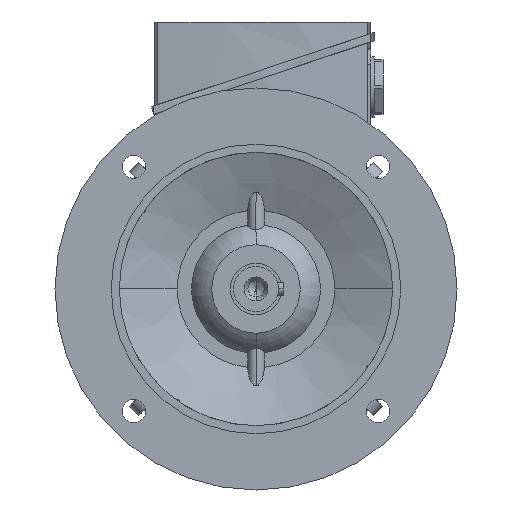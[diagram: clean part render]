
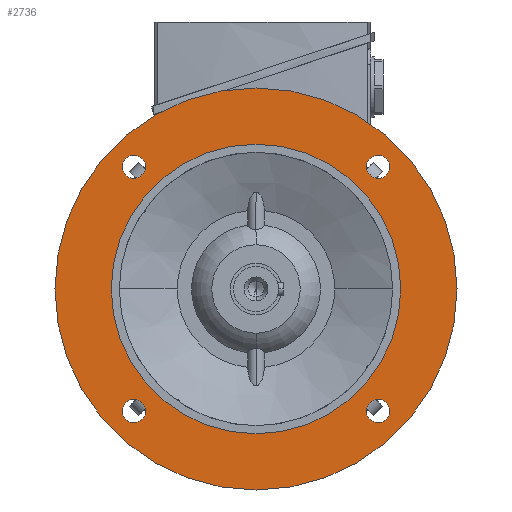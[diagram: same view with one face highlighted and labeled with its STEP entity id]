
A CAD part, left-side view. The second image highlights one B-rep face of the part: STEP entity #2736.
In plain terms, the highlighted planar face has unit normal (-1, 0, 0).
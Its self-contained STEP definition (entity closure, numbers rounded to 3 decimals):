
#2736=ADVANCED_FACE('',(#5698,#5699,#5700,#5701,#5702,#5703),#5704,.T.);
#5698=FACE_BOUND('',#8865,.T.);
#5699=FACE_BOUND('',#8866,.T.);
#5700=FACE_BOUND('',#8867,.T.);
#5701=FACE_BOUND('',#8868,.T.);
#5702=FACE_OUTER_BOUND('',#8869,.T.);
#5703=FACE_BOUND('',#8870,.T.);
#5704=PLANE('',#8871);
#8865=EDGE_LOOP('',(#17244,#17245));
#8866=EDGE_LOOP('',(#17246,#17247));
#8867=EDGE_LOOP('',(#17248,#17249));
#8868=EDGE_LOOP('',(#17250,#17251));
#8869=EDGE_LOOP('',(#17252,#17253));
#8870=EDGE_LOOP('',(#17254,#17255));
#8871=AXIS2_PLACEMENT_3D('',#17256,#17257,#17258);
#17244=ORIENTED_EDGE('',*,*,#22600,.T.);
#17245=ORIENTED_EDGE('',*,*,#19409,.T.);
#17246=ORIENTED_EDGE('',*,*,#22601,.T.);
#17247=ORIENTED_EDGE('',*,*,#19414,.T.);
#17248=ORIENTED_EDGE('',*,*,#22602,.T.);
#17249=ORIENTED_EDGE('',*,*,#19419,.T.);
#17250=ORIENTED_EDGE('',*,*,#22603,.T.);
#17251=ORIENTED_EDGE('',*,*,#19424,.T.);
#17252=ORIENTED_EDGE('',*,*,#19434,.F.);
#17253=ORIENTED_EDGE('',*,*,#22604,.F.);
#17254=ORIENTED_EDGE('',*,*,#19511,.T.);
#17255=ORIENTED_EDGE('',*,*,#21705,.T.);
#17256=CARTESIAN_POINT('',(-40.5,107.5,0.0));
#17257=DIRECTION('',(-1.0,0.0,0.0));
#17258=DIRECTION('',(0.0,-1.0,0.0));
#19409=EDGE_CURVE('',#23393,#23390,#23394,.T.);
#19414=EDGE_CURVE('',#23402,#23399,#23403,.T.);
#19419=EDGE_CURVE('',#23411,#23408,#23412,.T.);
#19424=EDGE_CURVE('',#23420,#23417,#23421,.T.);
#19434=EDGE_CURVE('',#23435,#23438,#23439,.T.);
#19511=EDGE_CURVE('',#23574,#23578,#23580,.T.);
#21705=EDGE_CURVE('',#23578,#23574,#26907,.T.);
#22600=EDGE_CURVE('',#23390,#23393,#28191,.T.);
#22601=EDGE_CURVE('',#23399,#23402,#28192,.T.);
#22602=EDGE_CURVE('',#23408,#23411,#28193,.T.);
#22603=EDGE_CURVE('',#23417,#23420,#28194,.T.);
#22604=EDGE_CURVE('',#23438,#23435,#28195,.T.);
#23390=VERTEX_POINT('',#29250);
#23393=VERTEX_POINT('',#29254);
#23394=CIRCLE('',#29255,7.25);
#23399=VERTEX_POINT('',#29261);
#23402=VERTEX_POINT('',#29265);
#23403=CIRCLE('',#29266,7.25);
#23408=VERTEX_POINT('',#29272);
#23411=VERTEX_POINT('',#29276);
#23412=CIRCLE('',#29277,7.25);
#23417=VERTEX_POINT('',#29283);
#23420=VERTEX_POINT('',#29287);
#23421=CIRCLE('',#29288,7.25);
#23435=VERTEX_POINT('',#29312);
#23438=VERTEX_POINT('',#29316);
#23439=CIRCLE('',#29317,125.0);
#23574=VERTEX_POINT('',#29737);
#23578=VERTEX_POINT('',#29742);
#23580=CIRCLE('',#29745,90.0);
#26907=CIRCLE('',#36992,90.0);
#28191=CIRCLE('',#40414,7.25);
#28192=CIRCLE('',#40415,7.25);
#28193=CIRCLE('',#40416,7.25);
#28194=CIRCLE('',#40417,7.25);
#28195=CIRCLE('',#40418,125.0);
#29250=CARTESIAN_POINT('',(-40.5,-81.141,-81.141));
#29254=CARTESIAN_POINT('',(-40.5,-70.887,-70.887));
#29255=AXIS2_PLACEMENT_3D('',#42294,#42295,#42296);
#29261=CARTESIAN_POINT('',(-40.5,81.141,-81.141));
#29265=CARTESIAN_POINT('',(-40.5,70.887,-70.887));
#29266=AXIS2_PLACEMENT_3D('',#42302,#42303,#42304);
#29272=CARTESIAN_POINT('',(-40.5,81.141,81.141));
#29276=CARTESIAN_POINT('',(-40.5,70.887,70.887));
#29277=AXIS2_PLACEMENT_3D('',#42310,#42311,#42312);
#29283=CARTESIAN_POINT('',(-40.5,-81.141,81.141));
#29287=CARTESIAN_POINT('',(-40.5,-70.887,70.887));
#29288=AXIS2_PLACEMENT_3D('',#42318,#42319,#42320);
#29312=CARTESIAN_POINT('',(-40.5,125.0,0.0));
#29316=CARTESIAN_POINT('',(-40.5,-125.0,0.));
#29317=AXIS2_PLACEMENT_3D('',#42335,#42336,#42337);
#29737=CARTESIAN_POINT('',(-40.5,90.0,0.0));
#29742=CARTESIAN_POINT('',(-40.5,-90.0,0.));
#29745=AXIS2_PLACEMENT_3D('',#42446,#42447,#42448);
#36992=AXIS2_PLACEMENT_3D('',#44721,#44722,#44723);
#40414=AXIS2_PLACEMENT_3D('',#45536,#45537,#45538);
#40415=AXIS2_PLACEMENT_3D('',#45539,#45540,#45541);
#40416=AXIS2_PLACEMENT_3D('',#45542,#45543,#45544);
#40417=AXIS2_PLACEMENT_3D('',#45545,#45546,#45547);
#40418=AXIS2_PLACEMENT_3D('',#45548,#45549,#45550);
#42294=CARTESIAN_POINT('',(-40.5,-76.014,-76.014));
#42295=DIRECTION('',(1.0,0.0,0.0));
#42296=DIRECTION('',(0.0,-0.707,-0.707));
#42302=CARTESIAN_POINT('',(-40.5,76.014,-76.014));
#42303=DIRECTION('',(1.0,-0.0,0.0));
#42304=DIRECTION('',(0.0,0.707,-0.707));
#42310=CARTESIAN_POINT('',(-40.5,76.014,76.014));
#42311=DIRECTION('',(1.0,0.0,-0.0));
#42312=DIRECTION('',(0.0,0.707,0.707));
#42318=CARTESIAN_POINT('',(-40.5,-76.014,76.014));
#42319=DIRECTION('',(1.0,0.0,-0.0));
#42320=DIRECTION('',(0.0,-0.707,0.707));
#42335=CARTESIAN_POINT('',(-40.5,0.0,0.0));
#42336=DIRECTION('',(1.0,0.0,0.0));
#42337=DIRECTION('',(0.0,1.0,0.0));
#42446=CARTESIAN_POINT('',(-40.5,0.0,0.0));
#42447=DIRECTION('',(1.0,0.0,0.0));
#42448=DIRECTION('',(0.0,1.0,0.0));
#44721=CARTESIAN_POINT('',(-40.5,0.0,0.0));
#44722=DIRECTION('',(1.0,0.0,0.0));
#44723=DIRECTION('',(0.0,1.0,0.0));
#45536=CARTESIAN_POINT('',(-40.5,-76.014,-76.014));
#45537=DIRECTION('',(1.0,0.0,0.0));
#45538=DIRECTION('',(0.0,-0.707,-0.707));
#45539=CARTESIAN_POINT('',(-40.5,76.014,-76.014));
#45540=DIRECTION('',(1.0,-0.0,0.0));
#45541=DIRECTION('',(0.0,0.707,-0.707));
#45542=CARTESIAN_POINT('',(-40.5,76.014,76.014));
#45543=DIRECTION('',(1.0,0.0,-0.0));
#45544=DIRECTION('',(0.0,0.707,0.707));
#45545=CARTESIAN_POINT('',(-40.5,-76.014,76.014));
#45546=DIRECTION('',(1.0,0.0,-0.0));
#45547=DIRECTION('',(0.0,-0.707,0.707));
#45548=CARTESIAN_POINT('',(-40.5,0.0,0.0));
#45549=DIRECTION('',(1.0,0.0,0.0));
#45550=DIRECTION('',(0.0,1.0,0.0));
